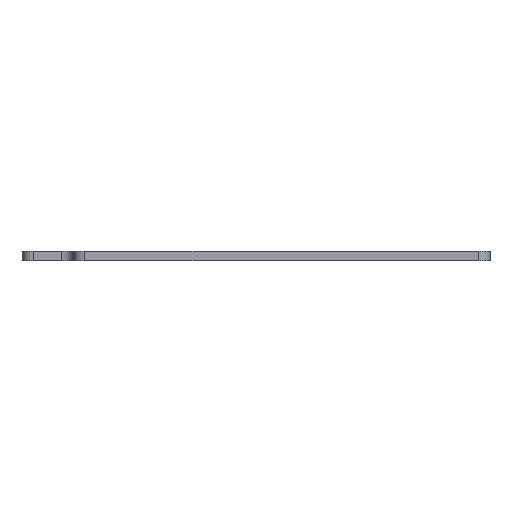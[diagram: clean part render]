
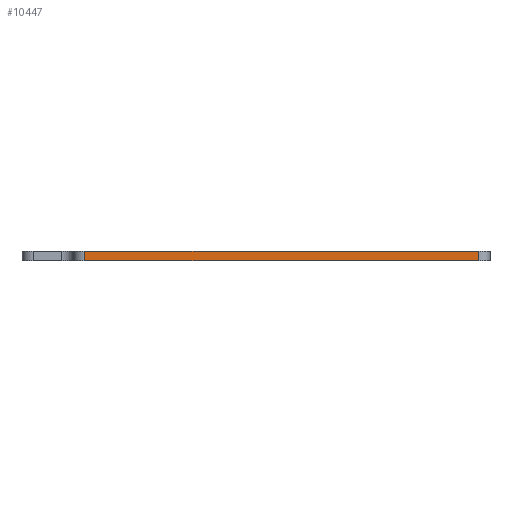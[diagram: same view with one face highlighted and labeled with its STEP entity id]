
A CAD part, left-side view. The second image highlights one B-rep face of the part: STEP entity #10447.
In plain terms, the highlighted planar face has unit normal (-1, 0, 0).
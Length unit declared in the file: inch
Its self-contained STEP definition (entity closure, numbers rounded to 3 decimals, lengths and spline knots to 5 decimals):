
#59 = PLANE('',#60);
#60 = AXIS2_PLACEMENT_3D('',#61,#62,#63);
#61 = CARTESIAN_POINT('',(-1.69783,1.61417,0.));
#62 = DIRECTION('',(0.,0.,-1.));
#63 = DIRECTION('',(-1.,0.,0.));
#120 = PLANE('',#121);
#121 = AXIS2_PLACEMENT_3D('',#122,#123,#124);
#122 = CARTESIAN_POINT('',(-1.69783,1.61417,
    0.06299));
#123 = DIRECTION('',(0.,0.,-1.));
#124 = DIRECTION('',(-1.,0.,0.));
#559 = VERTEX_POINT('',#560);
#560 = CARTESIAN_POINT('',(-2.24902,-1.53543,0.));
#579 = CYLINDRICAL_SURFACE('',#580,0.07874);
#580 = AXIS2_PLACEMENT_3D('',#581,#582,#583);
#581 = CARTESIAN_POINT('',(-2.17028,-1.53543,0.));
#582 = DIRECTION('',(0.,0.,-1.));
#583 = DIRECTION('',(1.,0.,0.));
#591 = EDGE_CURVE('',#559,#592,#594,.T.);
#592 = VERTEX_POINT('',#593);
#593 = CARTESIAN_POINT('',(-2.24902,1.1811,0.));
#594 = SURFACE_CURVE('',#595,(#599,#606),.PCURVE_S1.);
#595 = LINE('',#596,#597);
#596 = CARTESIAN_POINT('',(-2.24902,-1.53543,0.));
#597 = VECTOR('',#598,0.03937);
#598 = DIRECTION('',(0.,1.,0.));
#599 = PCURVE('',#59,#600);
#600 = DEFINITIONAL_REPRESENTATION('',(#601),#605);
#601 = LINE('',#602,#603);
#602 = CARTESIAN_POINT('',(0.551,-3.15));
#603 = VECTOR('',#604,1.);
#604 = DIRECTION('',(0.,1.));
#605 = ( GEOMETRIC_REPRESENTATION_CONTEXT(2) 
PARAMETRIC_REPRESENTATION_CONTEXT() REPRESENTATION_CONTEXT('2D SPACE',''
  ) );
#606 = PCURVE('',#607,#612);
#607 = PLANE('',#608);
#608 = AXIS2_PLACEMENT_3D('',#609,#610,#611);
#609 = CARTESIAN_POINT('',(-2.24902,-1.53543,0.));
#610 = DIRECTION('',(-1.,0.,0.));
#611 = DIRECTION('',(0.,1.,0.));
#612 = DEFINITIONAL_REPRESENTATION('',(#613),#617);
#613 = LINE('',#614,#615);
#614 = CARTESIAN_POINT('',(0.,0.));
#615 = VECTOR('',#616,1.);
#616 = DIRECTION('',(1.,0.));
#617 = ( GEOMETRIC_REPRESENTATION_CONTEXT(2) 
PARAMETRIC_REPRESENTATION_CONTEXT() REPRESENTATION_CONTEXT('2D SPACE',''
  ) );
#640 = CYLINDRICAL_SURFACE('',#641,0.07874);
#641 = AXIS2_PLACEMENT_3D('',#642,#643,#644);
#642 = CARTESIAN_POINT('',(-2.17028,1.1811,0.));
#643 = DIRECTION('',(0.,0.,-1.));
#644 = DIRECTION('',(1.,0.,0.));
#5879 = VERTEX_POINT('',#5880);
#5880 = CARTESIAN_POINT('',(-2.24902,-1.53543,
    0.06299));
#5906 = EDGE_CURVE('',#5879,#5907,#5909,.T.);
#5907 = VERTEX_POINT('',#5908);
#5908 = CARTESIAN_POINT('',(-2.24902,1.1811,
    0.06299));
#5909 = SURFACE_CURVE('',#5910,(#5914,#5921),.PCURVE_S1.);
#5910 = LINE('',#5911,#5912);
#5911 = CARTESIAN_POINT('',(-2.24902,-1.53543,
    0.06299));
#5912 = VECTOR('',#5913,0.03937);
#5913 = DIRECTION('',(0.,1.,0.));
#5914 = PCURVE('',#120,#5915);
#5915 = DEFINITIONAL_REPRESENTATION('',(#5916),#5920);
#5916 = LINE('',#5917,#5918);
#5917 = CARTESIAN_POINT('',(0.551,-3.15));
#5918 = VECTOR('',#5919,1.);
#5919 = DIRECTION('',(0.,1.));
#5920 = ( GEOMETRIC_REPRESENTATION_CONTEXT(2) 
PARAMETRIC_REPRESENTATION_CONTEXT() REPRESENTATION_CONTEXT('2D SPACE',''
  ) );
#5921 = PCURVE('',#607,#5922);
#5922 = DEFINITIONAL_REPRESENTATION('',(#5923),#5927);
#5923 = LINE('',#5924,#5925);
#5924 = CARTESIAN_POINT('',(0.,-0.063));
#5925 = VECTOR('',#5926,1.);
#5926 = DIRECTION('',(1.,0.));
#5927 = ( GEOMETRIC_REPRESENTATION_CONTEXT(2) 
PARAMETRIC_REPRESENTATION_CONTEXT() REPRESENTATION_CONTEXT('2D SPACE',''
  ) );
#10398 = EDGE_CURVE('',#592,#5907,#10399,.T.);
#10399 = SURFACE_CURVE('',#10400,(#10404,#10411),.PCURVE_S1.);
#10400 = LINE('',#10401,#10402);
#10401 = CARTESIAN_POINT('',(-2.24902,1.1811,0.));
#10402 = VECTOR('',#10403,0.03937);
#10403 = DIRECTION('',(0.,0.,1.));
#10404 = PCURVE('',#640,#10405);
#10405 = DEFINITIONAL_REPRESENTATION('',(#10406),#10410);
#10406 = LINE('',#10407,#10408);
#10407 = CARTESIAN_POINT('',(3.142,0.));
#10408 = VECTOR('',#10409,1.);
#10409 = DIRECTION('',(0.,-1.));
#10410 = ( GEOMETRIC_REPRESENTATION_CONTEXT(2) 
PARAMETRIC_REPRESENTATION_CONTEXT() REPRESENTATION_CONTEXT('2D SPACE',''
  ) );
#10411 = PCURVE('',#607,#10412);
#10412 = DEFINITIONAL_REPRESENTATION('',(#10413),#10417);
#10413 = LINE('',#10414,#10415);
#10414 = CARTESIAN_POINT('',(2.717,0.));
#10415 = VECTOR('',#10416,1.);
#10416 = DIRECTION('',(0.,-1.));
#10417 = ( GEOMETRIC_REPRESENTATION_CONTEXT(2) 
PARAMETRIC_REPRESENTATION_CONTEXT() REPRESENTATION_CONTEXT('2D SPACE',''
  ) );
#10447 = ADVANCED_FACE('',(#10448),#607,.T.);
#10448 = FACE_BOUND('',#10449,.T.);
#10449 = EDGE_LOOP('',(#10450,#10471,#10472,#10473));
#10450 = ORIENTED_EDGE('',*,*,#10451,.T.);
#10451 = EDGE_CURVE('',#559,#5879,#10452,.T.);
#10452 = SURFACE_CURVE('',#10453,(#10457,#10464),.PCURVE_S1.);
#10453 = LINE('',#10454,#10455);
#10454 = CARTESIAN_POINT('',(-2.24902,-1.53543,0.));
#10455 = VECTOR('',#10456,0.03937);
#10456 = DIRECTION('',(0.,0.,1.));
#10457 = PCURVE('',#607,#10458);
#10458 = DEFINITIONAL_REPRESENTATION('',(#10459),#10463);
#10459 = LINE('',#10460,#10461);
#10460 = CARTESIAN_POINT('',(0.,0.));
#10461 = VECTOR('',#10462,1.);
#10462 = DIRECTION('',(0.,-1.));
#10463 = ( GEOMETRIC_REPRESENTATION_CONTEXT(2) 
PARAMETRIC_REPRESENTATION_CONTEXT() REPRESENTATION_CONTEXT('2D SPACE',''
  ) );
#10464 = PCURVE('',#579,#10465);
#10465 = DEFINITIONAL_REPRESENTATION('',(#10466),#10470);
#10466 = LINE('',#10467,#10468);
#10467 = CARTESIAN_POINT('',(3.142,0.));
#10468 = VECTOR('',#10469,1.);
#10469 = DIRECTION('',(0.,-1.));
#10470 = ( GEOMETRIC_REPRESENTATION_CONTEXT(2) 
PARAMETRIC_REPRESENTATION_CONTEXT() REPRESENTATION_CONTEXT('2D SPACE',''
  ) );
#10471 = ORIENTED_EDGE('',*,*,#5906,.T.);
#10472 = ORIENTED_EDGE('',*,*,#10398,.F.);
#10473 = ORIENTED_EDGE('',*,*,#591,.F.);
